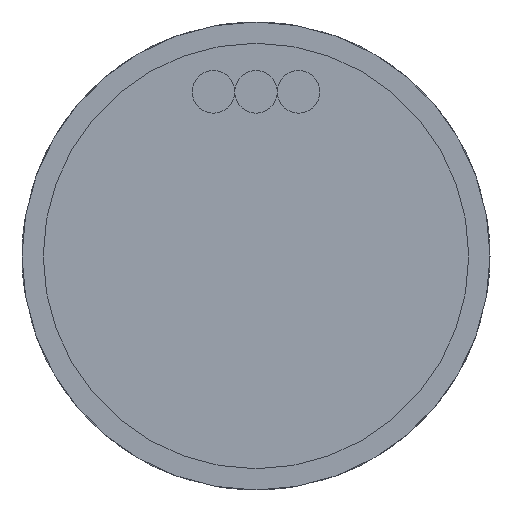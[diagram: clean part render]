
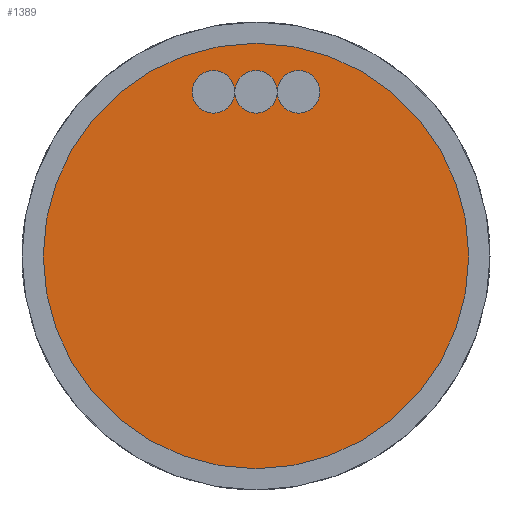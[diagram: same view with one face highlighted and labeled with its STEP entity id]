
A CAD part, front view. The second image highlights one B-rep face of the part: STEP entity #1389.
In plain terms, the highlighted planar face has unit normal (0, -1, 0).
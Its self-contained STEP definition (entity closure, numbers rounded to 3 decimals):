
#10 = CARTESIAN_POINT ( 'NONE',  ( 0., -43.506, -0.18 ) ) ;
#39 = DIRECTION ( 'NONE',  ( 1., 0., 0. ) ) ;
#70 = CIRCLE ( 'NONE', #1138, 10. ) ;
#74 = EDGE_CURVE ( 'NONE', #145, #1339, #1207, .T. ) ;
#98 = AXIS2_PLACEMENT_3D ( 'NONE', #1084, #784, #972 ) ;
#118 = VERTEX_POINT ( 'NONE', #1145 ) ;
#143 = AXIS2_PLACEMENT_3D ( 'NONE', #1699, #948, #1707 ) ;
#145 = VERTEX_POINT ( 'NONE', #715 ) ;
#176 = CARTESIAN_POINT ( 'NONE',  ( 0., -43.506, -7.894 ) ) ;
#236 = CARTESIAN_POINT ( 'NONE',  ( 3., -43.506, -0.18 ) ) ;
#275 = DIRECTION ( 'NONE',  ( 1., 0., 0. ) ) ;
#309 = ORIENTED_EDGE ( 'NONE', *, *, #1276, .F. ) ;
#323 = FACE_BOUND ( 'NONE', #1163, .T. ) ;
#331 = CARTESIAN_POINT ( 'NONE',  ( 10., -43.506, -7.894 ) ) ;
#361 = CARTESIAN_POINT ( 'NONE',  ( -10., -43.506, -7.894 ) ) ;
#373 = AXIS2_PLACEMENT_3D ( 'NONE', #1865, #375, #1118 ) ;
#375 = DIRECTION ( 'NONE',  ( 0., -1., 0. ) ) ;
#398 = CIRCLE ( 'NONE', #883, 1. ) ;
#422 = DIRECTION ( 'NONE',  ( 0., -1., 0. ) ) ;
#458 = VERTEX_POINT ( 'NONE', #361 ) ;
#497 = DIRECTION ( 'NONE',  ( 0., -1., 0. ) ) ;
#525 = DIRECTION ( 'NONE',  ( 1., 0., 0. ) ) ;
#527 = AXIS2_PLACEMENT_3D ( 'NONE', #702, #1005, #559 ) ;
#545 = AXIS2_PLACEMENT_3D ( 'NONE', #176, #1662, #39 ) ;
#559 = DIRECTION ( 'NONE',  ( 1., 0., 0. ) ) ;
#587 = CARTESIAN_POINT ( 'NONE',  ( 2., -43.506, -0.18 ) ) ;
#661 = ORIENTED_EDGE ( 'NONE', *, *, #1184, .F. ) ;
#686 = ORIENTED_EDGE ( 'NONE', *, *, #74, .F. ) ;
#702 = CARTESIAN_POINT ( 'NONE',  ( 0., -43.506, -0.18 ) ) ;
#715 = CARTESIAN_POINT ( 'NONE',  ( -3., -43.506, -0.18 ) ) ;
#723 = EDGE_CURVE ( 'NONE', #1017, #458, #1116, .T. ) ;
#761 = CIRCLE ( 'NONE', #98, 1. ) ;
#776 = FACE_OUTER_BOUND ( 'NONE', #1479, .T. ) ;
#784 = DIRECTION ( 'NONE',  ( 0., -1., 0. ) ) ;
#804 = ORIENTED_EDGE ( 'NONE', *, *, #1524, .F. ) ;
#824 = EDGE_CURVE ( 'NONE', #1339, #118, #1277, .T. ) ;
#851 = AXIS2_PLACEMENT_3D ( 'NONE', #10, #422, #275 ) ;
#865 = ORIENTED_EDGE ( 'NONE', *, *, #1550, .F. ) ;
#870 = DIRECTION ( 'NONE',  ( 0., -1., 0. ) ) ;
#883 = AXIS2_PLACEMENT_3D ( 'NONE', #587, #870, #1596 ) ;
#948 = DIRECTION ( 'NONE',  ( 0., 1., 0. ) ) ;
#972 = DIRECTION ( 'NONE',  ( 1., 0., 0. ) ) ;
#1005 = DIRECTION ( 'NONE',  ( 0., -1., 0. ) ) ;
#1017 = VERTEX_POINT ( 'NONE', #331 ) ;
#1084 = CARTESIAN_POINT ( 'NONE',  ( 2., -43.506, -0.18 ) ) ;
#1116 = CIRCLE ( 'NONE', #143, 10. ) ;
#1118 = DIRECTION ( 'NONE',  ( 1., 0., 0. ) ) ;
#1138 = AXIS2_PLACEMENT_3D ( 'NONE', #1298, #1890, #1464 ) ;
#1145 = CARTESIAN_POINT ( 'NONE',  ( 1., -43.506, -0.18 ) ) ;
#1146 = ORIENTED_EDGE ( 'NONE', *, *, #723, .F. ) ;
#1163 = EDGE_LOOP ( 'NONE', ( #1305, #1683, #686, #865, #661, #804 ) ) ;
#1184 = EDGE_CURVE ( 'NONE', #118, #1339, #1440, .T. ) ;
#1207 = CIRCLE ( 'NONE', #373, 1. ) ;
#1272 = EDGE_CURVE ( 'NONE', #118, #1572, #398, .T. ) ;
#1276 = EDGE_CURVE ( 'NONE', #458, #1017, #70, .T. ) ;
#1277 = CIRCLE ( 'NONE', #527, 1. ) ;
#1298 = CARTESIAN_POINT ( 'NONE',  ( 0., -43.506, -7.894 ) ) ;
#1305 = ORIENTED_EDGE ( 'NONE', *, *, #1272, .F. ) ;
#1339 = VERTEX_POINT ( 'NONE', #1652 ) ;
#1389 = ADVANCED_FACE ( 'NONE', ( #323, #776 ), #1485, .F. ) ;
#1410 = CIRCLE ( 'NONE', #1818, 1. ) ;
#1440 = CIRCLE ( 'NONE', #851, 1. ) ;
#1464 = DIRECTION ( 'NONE',  ( 1., 0., 0. ) ) ;
#1479 = EDGE_LOOP ( 'NONE', ( #1146, #309 ) ) ;
#1485 = PLANE ( 'NONE',  #545 ) ;
#1524 = EDGE_CURVE ( 'NONE', #1572, #118, #761, .T. ) ;
#1550 = EDGE_CURVE ( 'NONE', #1339, #145, #1410, .T. ) ;
#1572 = VERTEX_POINT ( 'NONE', #236 ) ;
#1596 = DIRECTION ( 'NONE',  ( 1., 0., 0. ) ) ;
#1652 = CARTESIAN_POINT ( 'NONE',  ( -1., -43.506, -0.18 ) ) ;
#1662 = DIRECTION ( 'NONE',  ( 0., 1., 0. ) ) ;
#1682 = CARTESIAN_POINT ( 'NONE',  ( -2., -43.506, -0.18 ) ) ;
#1683 = ORIENTED_EDGE ( 'NONE', *, *, #824, .F. ) ;
#1699 = CARTESIAN_POINT ( 'NONE',  ( 0., -43.506, -7.894 ) ) ;
#1707 = DIRECTION ( 'NONE',  ( 1., 0., 0. ) ) ;
#1818 = AXIS2_PLACEMENT_3D ( 'NONE', #1682, #497, #525 ) ;
#1865 = CARTESIAN_POINT ( 'NONE',  ( -2., -43.506, -0.18 ) ) ;
#1890 = DIRECTION ( 'NONE',  ( 0., 1., 0. ) ) ;
